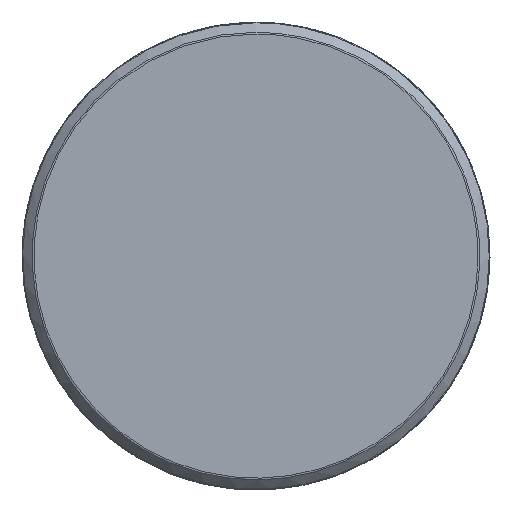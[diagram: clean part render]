
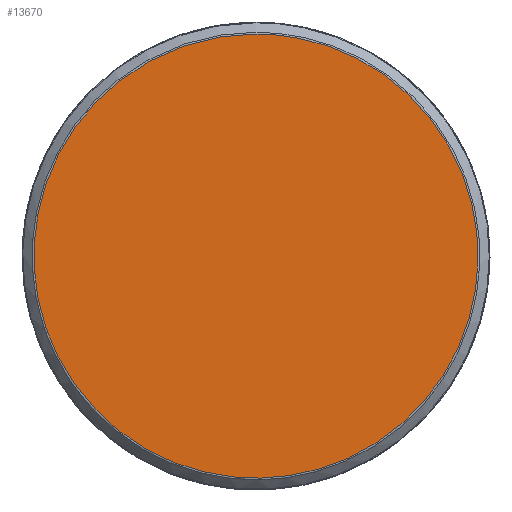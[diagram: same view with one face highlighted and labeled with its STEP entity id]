
A CAD part, front view. The second image highlights one B-rep face of the part: STEP entity #13670.
In plain terms, the highlighted free-form (B-spline) face has degree [1, 1] with [2, 2] control points.
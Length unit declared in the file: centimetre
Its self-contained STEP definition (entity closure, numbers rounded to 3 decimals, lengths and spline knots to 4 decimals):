
#13060 = CARTESIAN_POINT ('', (0., 0., 12.1216));
#13070 = VERTEX_POINT ('', #13060);
#13140 = CARTESIAN_POINT ('', (0., 0., 12.1216));
#13150 = CARTESIAN_POINT ('', (-12.1216, 0., 12.1216));
#13160 = CARTESIAN_POINT ('', (-12.1216, 0., 0.));
#13170 = CARTESIAN_POINT ('', (-12.1216, 0., -12.1216));
#13180 = CARTESIAN_POINT ('', (0., 0., -12.1216));
#13190 = CARTESIAN_POINT ('', (12.1216, 0., -12.1216));
#13200 = CARTESIAN_POINT ('', (12.1216, 0., 0.));
#13210 = CARTESIAN_POINT ('', (12.1216, 0., 12.1216));
#13220 = CARTESIAN_POINT ('', (0., 0., 12.1216));
#13230 = (
   BOUNDED_CURVE ()
   B_SPLINE_CURVE (2, (#13140, #13150, #13160, #13170, #13180, #13190, #13200, #13210, #13220), .UNSPECIFIED., .T., .U.)
   B_SPLINE_CURVE_WITH_KNOTS ((3, 2, 2, 2, 3), (0., 0.25, 0.5, 0.75, 1.), .UNSPECIFIED.)
   CURVE ()
   GEOMETRIC_REPRESENTATION_ITEM ()
   RATIONAL_B_SPLINE_CURVE ((1., 0.707, 1., 0.707, 1., 0.707, 1., 0.707, 1.))
   REPRESENTATION_ITEM ('')
);
#13240 = EDGE_CURVE ('', #13070, #13070, #13230, .T.);
#13590 = ORIENTED_EDGE ('', *, *, #13240, .T.);
#13600 = EDGE_LOOP ('', (#13590));
#13610 = FACE_OUTER_BOUND ('', #13600, .T.);
#13620 = CARTESIAN_POINT ('', (34.4851, 0., -36.4342));
#13630 = CARTESIAN_POINT ('', (-37.5135, 0., -36.4342));
#13640 = CARTESIAN_POINT ('', (34.4851, 0., 35.5643));
#13650 = CARTESIAN_POINT ('', (-37.5135, 0., 35.5643));
#13660 = B_SPLINE_SURFACE_WITH_KNOTS ('', 1, 1, ((#13620, #13630), (#13640, #13650)), .UNSPECIFIED., .F., .F., .U., (2, 2), (2, 2), (0., 1.), (0., 1.), .UNSPECIFIED.);
#13670 = ADVANCED_FACE ('', (#13610), #13660, .T.);
